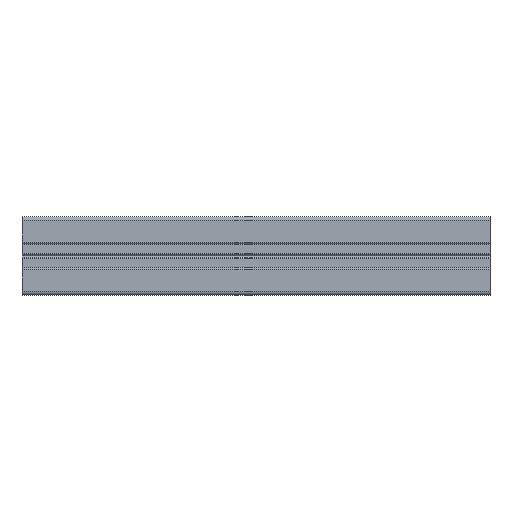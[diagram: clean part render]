
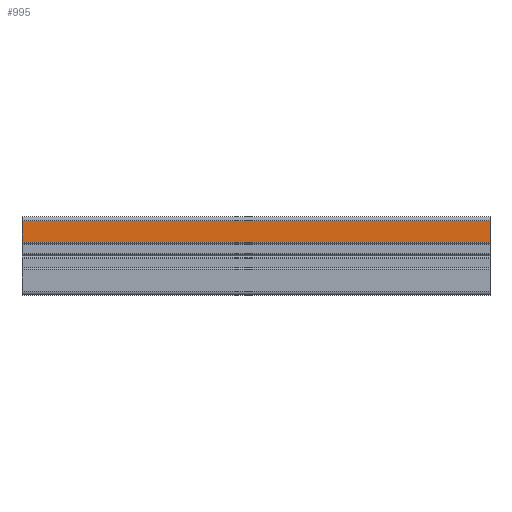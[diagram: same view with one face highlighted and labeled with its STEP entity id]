
A CAD part, left-side view. The second image highlights one B-rep face of the part: STEP entity #995.
In plain terms, the highlighted planar face has unit normal (-1, 0, 0).
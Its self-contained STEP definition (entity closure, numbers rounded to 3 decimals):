
#70 = EDGE_CURVE ( 'NONE', #2113, #1475, #1577, .T. ) ;
#203 = FACE_OUTER_BOUND ( 'NONE', #1058, .T. ) ;
#221 = VECTOR ( 'NONE', #2300, 1000. ) ;
#257 = PLANE ( 'NONE',  #1658 ) ;
#357 = ORIENTED_EDGE ( 'NONE', *, *, #2578, .T. ) ;
#592 = CARTESIAN_POINT ( 'NONE',  ( 0., 119., -6.5 ) ) ;
#787 = ORIENTED_EDGE ( 'NONE', *, *, #1399, .T. ) ;
#846 = CARTESIAN_POINT ( 'NONE',  ( 0., 119., -1. ) ) ;
#851 = VERTEX_POINT ( 'NONE', #592 ) ;
#995 = ADVANCED_FACE ( 'NONE', ( #203 ), #257, .T. ) ;
#1001 = CARTESIAN_POINT ( 'NONE',  ( 0., 0., -1. ) ) ;
#1058 = EDGE_LOOP ( 'NONE', ( #357, #787, #1901, #2043 ) ) ;
#1104 = CARTESIAN_POINT ( 'NONE',  ( 0., 119., 0. ) ) ;
#1170 = DIRECTION ( 'NONE',  ( 0., 1., 0. ) ) ;
#1206 = CARTESIAN_POINT ( 'NONE',  ( 0., 119., 0. ) ) ;
#1243 = VECTOR ( 'NONE', #1425, 1000. ) ;
#1330 = LINE ( 'NONE', #2608, #2546 ) ;
#1391 = DIRECTION ( 'NONE',  ( 0., 0., -1. ) ) ;
#1399 = EDGE_CURVE ( 'NONE', #851, #1475, #1944, .T. ) ;
#1409 = VECTOR ( 'NONE', #1391, 1000. ) ;
#1425 = DIRECTION ( 'NONE',  ( 0., 0., -1. ) ) ;
#1475 = VERTEX_POINT ( 'NONE', #2134 ) ;
#1577 = LINE ( 'NONE', #2436, #1409 ) ;
#1593 = EDGE_CURVE ( 'NONE', #2113, #1898, #1330, .T. ) ;
#1657 = LINE ( 'NONE', #1206, #1243 ) ;
#1658 = AXIS2_PLACEMENT_3D ( 'NONE', #1104, #2157, #1718 ) ;
#1718 = DIRECTION ( 'NONE',  ( 0., 0., 1. ) ) ;
#1898 = VERTEX_POINT ( 'NONE', #846 ) ;
#1901 = ORIENTED_EDGE ( 'NONE', *, *, #70, .F. ) ;
#1944 = LINE ( 'NONE', #2213, #221 ) ;
#2043 = ORIENTED_EDGE ( 'NONE', *, *, #1593, .T. ) ;
#2113 = VERTEX_POINT ( 'NONE', #1001 ) ;
#2134 = CARTESIAN_POINT ( 'NONE',  ( 0., 0., -6.5 ) ) ;
#2157 = DIRECTION ( 'NONE',  ( -1., 0., 0. ) ) ;
#2213 = CARTESIAN_POINT ( 'NONE',  ( 0., 119., -6.5 ) ) ;
#2300 = DIRECTION ( 'NONE',  ( 0., -1., 0. ) ) ;
#2436 = CARTESIAN_POINT ( 'NONE',  ( 0., 0., 0. ) ) ;
#2546 = VECTOR ( 'NONE', #1170, 1000. ) ;
#2578 = EDGE_CURVE ( 'NONE', #1898, #851, #1657, .T. ) ;
#2608 = CARTESIAN_POINT ( 'NONE',  ( 0., 119., -1. ) ) ;
